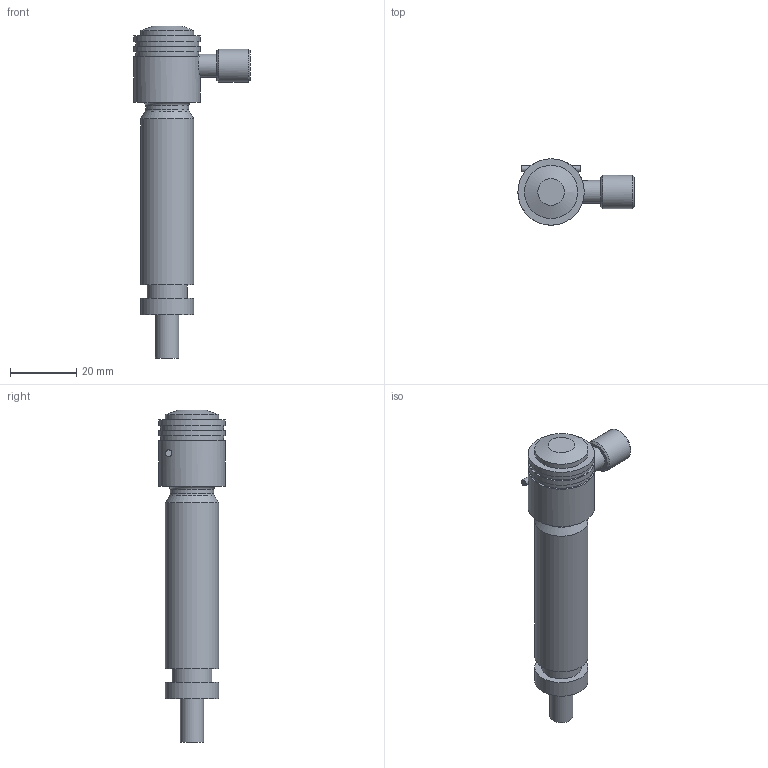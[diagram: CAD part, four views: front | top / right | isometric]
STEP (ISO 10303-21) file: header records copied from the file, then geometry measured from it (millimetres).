
FILE_DESCRIPTION((''),'2;1');
FILE_NAME('SM5108V_KT_MEISTERBOCKSCHRAUBE.stp','2010-08-11T09:41:24',('alexander erhardt'),(''),'Autodesk Inventor 2010','Autodesk Inventor 2010','');
FILE_SCHEMA(('AUTOMOTIVE_DESIGN { 1 0 10303 214 1 1 1 1 }'));
Length unit declared in the file: millimetre
Products named in the file (1): KT_MEISTERBOCKSCHRAUBE_PALETTI_SM5108V
Bounding box: 35 x 20 x 100 mm (x, y, z)
Volume: 20888.4 mm3; surface area: 9273 mm2
Topology: 3 solids, 3 shells, 58 faces, 108 edges, 70 vertices
Faces by surface type: cylinder 23, plane 22, cone 8, torus 4, sphere 1
Full cylindrical faces by diameter (mm): 2 x2, 3.2 x1, 6 x1, 7 x2, 8 x1, 10 x3, 11 x1, 12 x1, 13 x1, 16 x4, 16.4 x1, 19 x2, 20 x3
Entity records: 1565 total; most frequent: CARTESIAN_POINT 384, DIRECTION 232, ORIENTED_EDGE 146, AXIS2_PLACEMENT_3D 112, EDGE_LOOP 106, EDGE_CURVE 73, VERTEX_POINT 65, STYLED_ITEM 61
